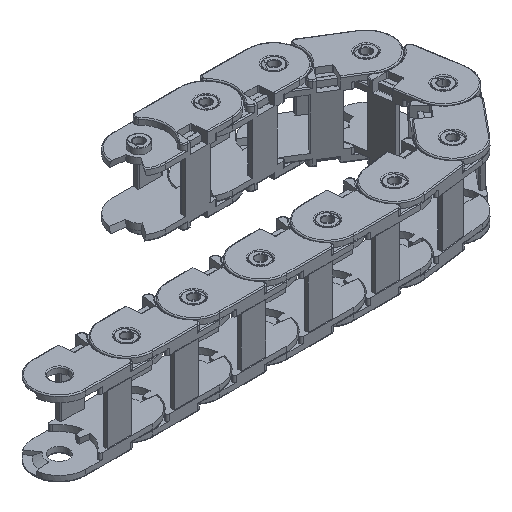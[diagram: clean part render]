
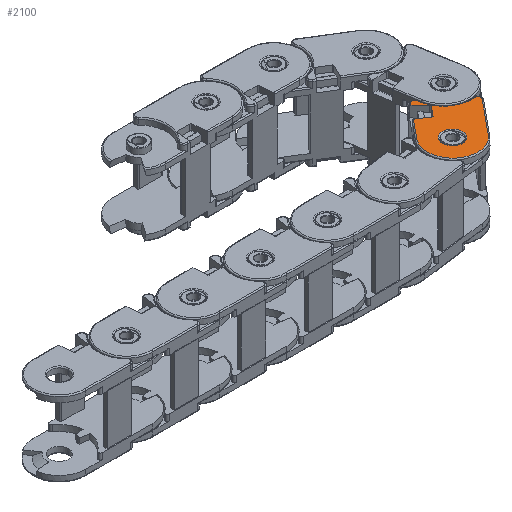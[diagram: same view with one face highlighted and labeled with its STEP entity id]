
A CAD part, isometric view. The second image highlights one B-rep face of the part: STEP entity #2100.
In plain terms, the highlighted planar face has unit normal (0, 0, 1).
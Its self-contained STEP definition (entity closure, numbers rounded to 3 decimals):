
#59 = DIRECTION ( 'NONE',  ( 1., 0., 0. ) ) ;
#81 = EDGE_CURVE ( 'NONE', #2301, #3069, #2546, .T. ) ;
#104 = DIRECTION ( 'NONE',  ( 1., 0., 0. ) ) ;
#111 = CIRCLE ( 'NONE', #3661, 0.5 ) ;
#127 = ORIENTED_EDGE ( 'NONE', *, *, #2544, .T. ) ;
#156 = CIRCLE ( 'NONE', #2846, 1.5 ) ;
#161 = VECTOR ( 'NONE', #476, 1000. ) ;
#175 = CARTESIAN_POINT ( 'NONE',  ( -9.863, 9.935, 6. ) ) ;
#288 = ORIENTED_EDGE ( 'NONE', *, *, #801, .T. ) ;
#321 = AXIS2_PLACEMENT_3D ( 'NONE', #4248, #1899, #4752 ) ;
#356 = VERTEX_POINT ( 'NONE', #2617 ) ;
#361 = CIRCLE ( 'NONE', #2260, 1.5 ) ;
#367 = FACE_BOUND ( 'NONE', #711, .T. ) ;
#392 = DIRECTION ( 'NONE',  ( 0., 0., -1. ) ) ;
#438 = VECTOR ( 'NONE', #5048, 1000. ) ;
#447 = VERTEX_POINT ( 'NONE', #2294 ) ;
#476 = DIRECTION ( 'NONE',  ( 0.116, 0.993, 0. ) ) ;
#519 = VERTEX_POINT ( 'NONE', #4299 ) ;
#652 = CIRCLE ( 'NONE', #3632, 14. ) ;
#695 = DIRECTION ( 'NONE',  ( -1., 0., 0. ) ) ;
#697 = EDGE_CURVE ( 'NONE', #519, #2278, #4443, .T. ) ;
#711 = EDGE_LOOP ( 'NONE', ( #288, #1650 ) ) ;
#712 = ORIENTED_EDGE ( 'NONE', *, *, #4672, .T. ) ;
#752 = EDGE_CURVE ( 'NONE', #4169, #447, #4608, .T. ) ;
#764 = CARTESIAN_POINT ( 'NONE',  ( 0., 0., 6. ) ) ;
#801 = EDGE_CURVE ( 'NONE', #3069, #2301, #2896, .T. ) ;
#843 = CARTESIAN_POINT ( 'NONE',  ( -19.549, 5.5, 6. ) ) ;
#866 = AXIS2_PLACEMENT_3D ( 'NONE', #3892, #2733, #3133 ) ;
#1019 = ORIENTED_EDGE ( 'NONE', *, *, #1787, .T. ) ;
#1093 = CARTESIAN_POINT ( 'NONE',  ( -20.046, 5.949, 6. ) ) ;
#1170 = VECTOR ( 'NONE', #104, 1000. ) ;
#1224 = VERTEX_POINT ( 'NONE', #2776 ) ;
#1244 = EDGE_LOOP ( 'NONE', ( #4639, #2726, #3838, #4799, #4722, #1019, #4207, #3641, #2693, #127, #1302, #712, #3697, #4276 ) ) ;
#1276 = DIRECTION ( 'NONE',  ( 1., 0., 0. ) ) ;
#1302 = ORIENTED_EDGE ( 'NONE', *, *, #3626, .T. ) ;
#1306 = VERTEX_POINT ( 'NONE', #2821 ) ;
#1321 = DIRECTION ( 'NONE',  ( 0., 0., 1. ) ) ;
#1342 = CARTESIAN_POINT ( 'NONE',  ( -33., 0., 6. ) ) ;
#1346 = DIRECTION ( 'NONE',  ( 1., 0., 0. ) ) ;
#1379 = DIRECTION ( 'NONE',  ( 1., 0., 0. ) ) ;
#1419 = EDGE_CURVE ( 'NONE', #1306, #3656, #4000, .T. ) ;
#1483 = VECTOR ( 'NONE', #2453, 1000. ) ;
#1551 = CARTESIAN_POINT ( 'NONE',  ( -10.92, 12.5, 6. ) ) ;
#1564 = DIRECTION ( 'NONE',  ( 0., 0., 1. ) ) ;
#1606 = CARTESIAN_POINT ( 'NONE',  ( -9.42, 11., 6. ) ) ;
#1639 = VERTEX_POINT ( 'NONE', #2452 ) ;
#1650 = ORIENTED_EDGE ( 'NONE', *, *, #81, .T. ) ;
#1656 = AXIS2_PLACEMENT_3D ( 'NONE', #2353, #4318, #2716 ) ;
#1727 = VECTOR ( 'NONE', #2166, 1000. ) ;
#1757 = CARTESIAN_POINT ( 'NONE',  ( -33., -12.5, 6. ) ) ;
#1787 = EDGE_CURVE ( 'NONE', #1306, #1639, #2819, .T. ) ;
#1899 = DIRECTION ( 'NONE',  ( 0., 0., 1. ) ) ;
#2100 = ADVANCED_FACE ( 'NONE', ( #3063, #367 ), #4126, .T. ) ;
#2166 = DIRECTION ( 'NONE',  ( -1., 0., 0. ) ) ;
#2218 = AXIS2_PLACEMENT_3D ( 'NONE', #2438, #3962, #59 ) ;
#2260 = AXIS2_PLACEMENT_3D ( 'NONE', #2851, #3257, #4769 ) ;
#2278 = VERTEX_POINT ( 'NONE', #2858 ) ;
#2286 = AXIS2_PLACEMENT_3D ( 'NONE', #3834, #1564, #3686 ) ;
#2288 = CARTESIAN_POINT ( 'NONE',  ( -20.046, 5.949, 6. ) ) ;
#2294 = CARTESIAN_POINT ( 'NONE',  ( -10.92, -12.5, 6. ) ) ;
#2301 = VERTEX_POINT ( 'NONE', #2993 ) ;
#2309 = CARTESIAN_POINT ( 'NONE',  ( -28., 0., 6. ) ) ;
#2353 = CARTESIAN_POINT ( 'NONE',  ( -10.92, -11., 6. ) ) ;
#2438 = CARTESIAN_POINT ( 'NONE',  ( -33., 0., 6. ) ) ;
#2452 = CARTESIAN_POINT ( 'NONE',  ( -33., 12.5, 6. ) ) ;
#2453 = DIRECTION ( 'NONE',  ( 1., 0., 0. ) ) ;
#2481 = VERTEX_POINT ( 'NONE', #1551 ) ;
#2489 = DIRECTION ( 'NONE',  ( -1., 0., 0. ) ) ;
#2508 = CARTESIAN_POINT ( 'NONE',  ( -33., 12.5, 6. ) ) ;
#2527 = EDGE_CURVE ( 'NONE', #1639, #4169, #4527, .T. ) ;
#2544 = EDGE_CURVE ( 'NONE', #356, #4065, #3554, .T. ) ;
#2546 = CIRCLE ( 'NONE', #2218, 5. ) ;
#2548 = DIRECTION ( 'NONE',  ( 1., 0., 0. ) ) ;
#2559 = LINE ( 'NONE', #3528, #161 ) ;
#2617 = CARTESIAN_POINT ( 'NONE',  ( -9.42, -11., 6. ) ) ;
#2622 = CIRCLE ( 'NONE', #3639, 0.5 ) ;
#2647 = EDGE_CURVE ( 'NONE', #5039, #2481, #361, .T. ) ;
#2693 = ORIENTED_EDGE ( 'NONE', *, *, #4537, .T. ) ;
#2706 = EDGE_CURVE ( 'NONE', #2278, #1224, #111, .T. ) ;
#2713 = EDGE_CURVE ( 'NONE', #2481, #4893, #3319, .T. ) ;
#2716 = DIRECTION ( 'NONE',  ( 1., 0., 0. ) ) ;
#2726 = ORIENTED_EDGE ( 'NONE', *, *, #2706, .F. ) ;
#2733 = DIRECTION ( 'NONE',  ( 0., 0., 1. ) ) ;
#2776 = CARTESIAN_POINT ( 'NONE',  ( -12.948, 5.942, 6. ) ) ;
#2819 = LINE ( 'NONE', #4508, #1727 ) ;
#2821 = CARTESIAN_POINT ( 'NONE',  ( -20.725, 12.5, 6. ) ) ;
#2846 = AXIS2_PLACEMENT_3D ( 'NONE', #3693, #1321, #1346 ) ;
#2851 = CARTESIAN_POINT ( 'NONE',  ( -10.92, 11., 6. ) ) ;
#2858 = CARTESIAN_POINT ( 'NONE',  ( -13.445, 5.5, 6. ) ) ;
#2896 = CIRCLE ( 'NONE', #3752, 5. ) ;
#2979 = CARTESIAN_POINT ( 'NONE',  ( -19.549, 6., 6. ) ) ;
#2993 = CARTESIAN_POINT ( 'NONE',  ( -38., 0., 6. ) ) ;
#3063 = FACE_OUTER_BOUND ( 'NONE', #1244, .T. ) ;
#3069 = VERTEX_POINT ( 'NONE', #2309 ) ;
#3133 = DIRECTION ( 'NONE',  ( 1., 0., 0. ) ) ;
#3213 = CARTESIAN_POINT ( 'NONE',  ( -9.863, -9.935, 6. ) ) ;
#3257 = DIRECTION ( 'NONE',  ( 0., 0., 1. ) ) ;
#3319 = LINE ( 'NONE', #2508, #3374 ) ;
#3337 = DIRECTION ( 'NONE',  ( 0., 0., -1. ) ) ;
#3374 = VECTOR ( 'NONE', #2489, 1000. ) ;
#3528 = CARTESIAN_POINT ( 'NONE',  ( -12.948, 5.942, 6. ) ) ;
#3554 = CIRCLE ( 'NONE', #1656, 1.5 ) ;
#3626 = EDGE_CURVE ( 'NONE', #4065, #4287, #652, .T. ) ;
#3632 = AXIS2_PLACEMENT_3D ( 'NONE', #764, #392, #1276 ) ;
#3639 = AXIS2_PLACEMENT_3D ( 'NONE', #2979, #4239, #695 ) ;
#3641 = ORIENTED_EDGE ( 'NONE', *, *, #752, .T. ) ;
#3656 = VERTEX_POINT ( 'NONE', #2288 ) ;
#3661 = AXIS2_PLACEMENT_3D ( 'NONE', #3679, #3695, #1379 ) ;
#3679 = CARTESIAN_POINT ( 'NONE',  ( -13.445, 6., 6. ) ) ;
#3686 = DIRECTION ( 'NONE',  ( 1., 0., 0. ) ) ;
#3693 = CARTESIAN_POINT ( 'NONE',  ( -10.92, 11., 6. ) ) ;
#3695 = DIRECTION ( 'NONE',  ( 0., 0., 1. ) ) ;
#3697 = ORIENTED_EDGE ( 'NONE', *, *, #2647, .T. ) ;
#3752 = AXIS2_PLACEMENT_3D ( 'NONE', #1342, #3337, #2548 ) ;
#3834 = CARTESIAN_POINT ( 'NONE',  ( 0., 0., 6. ) ) ;
#3838 = ORIENTED_EDGE ( 'NONE', *, *, #697, .F. ) ;
#3892 = CARTESIAN_POINT ( 'NONE',  ( -33., 0., 6. ) ) ;
#3962 = DIRECTION ( 'NONE',  ( 0., 0., -1. ) ) ;
#4000 = LINE ( 'NONE', #1093, #438 ) ;
#4065 = VERTEX_POINT ( 'NONE', #3213 ) ;
#4126 = PLANE ( 'NONE',  #2286 ) ;
#4169 = VERTEX_POINT ( 'NONE', #1757 ) ;
#4207 = ORIENTED_EDGE ( 'NONE', *, *, #2527, .T. ) ;
#4239 = DIRECTION ( 'NONE',  ( 0., 0., 1. ) ) ;
#4248 = CARTESIAN_POINT ( 'NONE',  ( -10.92, -11., 6. ) ) ;
#4276 = ORIENTED_EDGE ( 'NONE', *, *, #2713, .T. ) ;
#4287 = VERTEX_POINT ( 'NONE', #175 ) ;
#4299 = CARTESIAN_POINT ( 'NONE',  ( -19.549, 5.5, 6. ) ) ;
#4318 = DIRECTION ( 'NONE',  ( 0., 0., 1. ) ) ;
#4443 = LINE ( 'NONE', #843, #1170 ) ;
#4451 = CARTESIAN_POINT ( 'NONE',  ( -10.92, -12.5, 6. ) ) ;
#4508 = CARTESIAN_POINT ( 'NONE',  ( -33., 12.5, 6. ) ) ;
#4527 = CIRCLE ( 'NONE', #866, 12.5 ) ;
#4537 = EDGE_CURVE ( 'NONE', #447, #356, #4692, .T. ) ;
#4608 = LINE ( 'NONE', #4451, #1483 ) ;
#4639 = ORIENTED_EDGE ( 'NONE', *, *, #4966, .F. ) ;
#4672 = EDGE_CURVE ( 'NONE', #4287, #5039, #156, .T. ) ;
#4688 = CARTESIAN_POINT ( 'NONE',  ( -12.18, 12.5, 6. ) ) ;
#4692 = CIRCLE ( 'NONE', #321, 1.5 ) ;
#4700 = EDGE_CURVE ( 'NONE', #3656, #519, #2622, .T. ) ;
#4722 = ORIENTED_EDGE ( 'NONE', *, *, #1419, .F. ) ;
#4752 = DIRECTION ( 'NONE',  ( 1., 0., 0. ) ) ;
#4769 = DIRECTION ( 'NONE',  ( 1., 0., 0. ) ) ;
#4799 = ORIENTED_EDGE ( 'NONE', *, *, #4700, .F. ) ;
#4893 = VERTEX_POINT ( 'NONE', #4688 ) ;
#4966 = EDGE_CURVE ( 'NONE', #1224, #4893, #2559, .T. ) ;
#5039 = VERTEX_POINT ( 'NONE', #1606 ) ;
#5048 = DIRECTION ( 'NONE',  ( 0.103, -0.995, 0. ) ) ;
